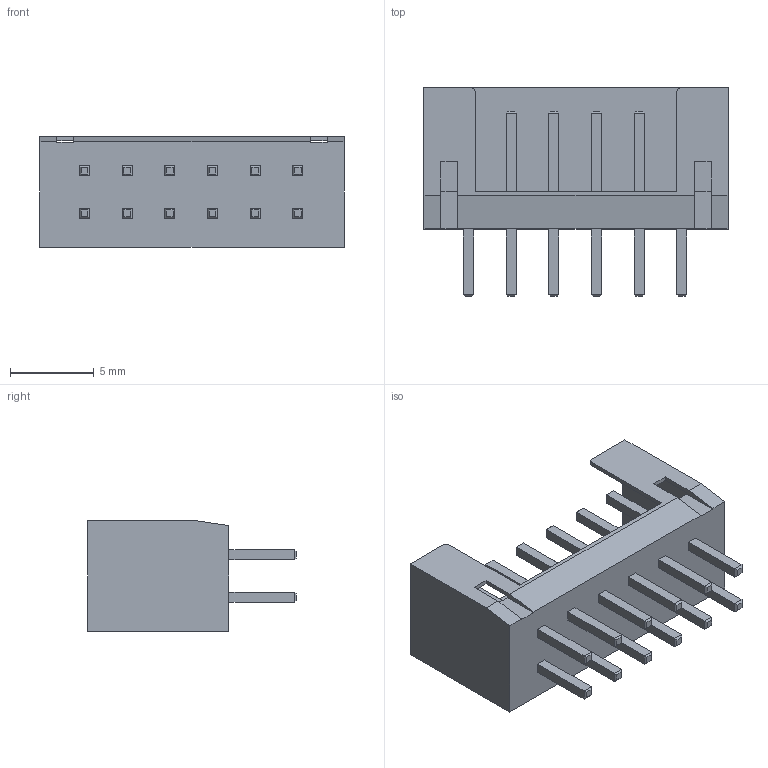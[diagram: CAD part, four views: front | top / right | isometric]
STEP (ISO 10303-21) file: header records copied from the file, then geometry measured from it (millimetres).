
FILE_DESCRIPTION((''),'2;1');
FILE_NAME('PRT0020','2021-04-01T10:04:12',('Exiaobu'),(''),'CREO PARAMETRIC BY PTC INC, 2019010','CREO PARAMETRIC BY PTC INC, 2019010','');
FILE_SCHEMA(('AUTOMOTIVE_DESIGN { 1 0 10303 214 1 1 1 1 }'));
Length unit declared in the file: millimetre
Products named in the file (1): PRT0020
Bounding box: 18.1 x 12.4 x 6.6 mm (x, y, z)
Volume: 349.9 mm3; surface area: 1043.8 mm2
Topology: 1 solids, 1 shells, 243 faces, 567 edges, 346 vertices
Faces by surface type: plane 241, cylinder 2
Entity records: 8425 total; most frequent: CARTESIAN_POINT 1158, ORIENTED_EDGE 1134, DIRECTION 1057, EDGE_CURVE 567, VECTOR 563, LINE 563, VERTEX_POINT 346, EDGE_LOOP 267
